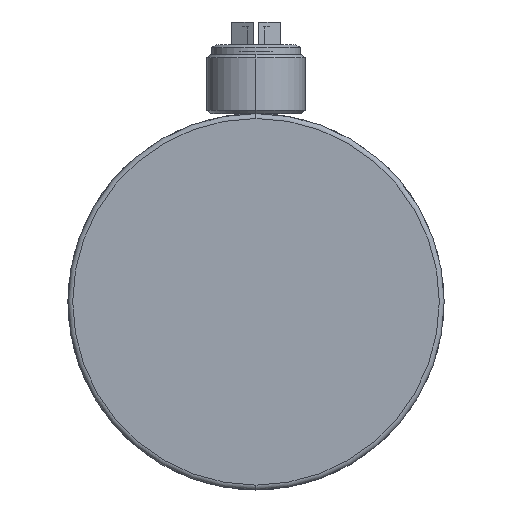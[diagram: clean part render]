
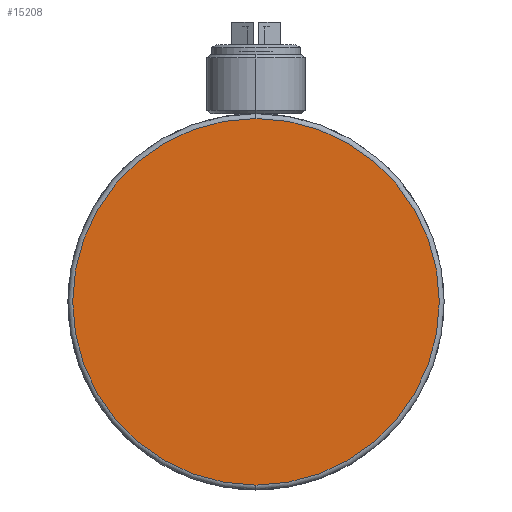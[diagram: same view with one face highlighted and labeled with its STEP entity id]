
A CAD part, left-side view. The second image highlights one B-rep face of the part: STEP entity #15208.
In plain terms, the highlighted planar face has unit normal (-1, 0, 0).
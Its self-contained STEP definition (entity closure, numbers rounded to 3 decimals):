
#155 = CIRCLE ( 'NONE', #3143, 56. ) ;
#1039 = CARTESIAN_POINT ( 'NONE',  ( -33., 0., 56. ) ) ;
#1426 = VERTEX_POINT ( 'NONE', #13585 ) ;
#2229 = PLANE ( 'NONE',  #7634 ) ;
#2272 = EDGE_CURVE ( 'NONE', #1426, #8381, #14546, .T. ) ;
#2302 = DIRECTION ( 'NONE',  ( -1., 0., 0. ) ) ;
#3143 = AXIS2_PLACEMENT_3D ( 'NONE', #4108, #13981, #12570 ) ;
#3150 = ORIENTED_EDGE ( 'NONE', *, *, #2272, .T. ) ;
#4108 = CARTESIAN_POINT ( 'NONE',  ( -33., 0., 0. ) ) ;
#5172 = EDGE_CURVE ( 'NONE', #8381, #1426, #155, .T. ) ;
#5537 = CARTESIAN_POINT ( 'NONE',  ( -33., 0., 0. ) ) ;
#7634 = AXIS2_PLACEMENT_3D ( 'NONE', #1039, #2302, #11844 ) ;
#7789 = AXIS2_PLACEMENT_3D ( 'NONE', #5537, #7899, #9437 ) ;
#7899 = DIRECTION ( 'NONE',  ( -1., 0., 0. ) ) ;
#7905 = CARTESIAN_POINT ( 'NONE',  ( -33., 0., 56. ) ) ;
#8199 = ORIENTED_EDGE ( 'NONE', *, *, #5172, .T. ) ;
#8381 = VERTEX_POINT ( 'NONE', #7905 ) ;
#9437 = DIRECTION ( 'NONE',  ( 0., 0., 1. ) ) ;
#11844 = DIRECTION ( 'NONE',  ( 0., 0., 1. ) ) ;
#12570 = DIRECTION ( 'NONE',  ( 0., 0., 1. ) ) ;
#13585 = CARTESIAN_POINT ( 'NONE',  ( -33., 0., -56. ) ) ;
#13981 = DIRECTION ( 'NONE',  ( -1., 0., 0. ) ) ;
#14042 = FACE_OUTER_BOUND ( 'NONE', #14094, .T. ) ;
#14094 = EDGE_LOOP ( 'NONE', ( #8199, #3150 ) ) ;
#14546 = CIRCLE ( 'NONE', #7789, 56. ) ;
#15208 = ADVANCED_FACE ( 'NONE', ( #14042 ), #2229, .T. ) ;
